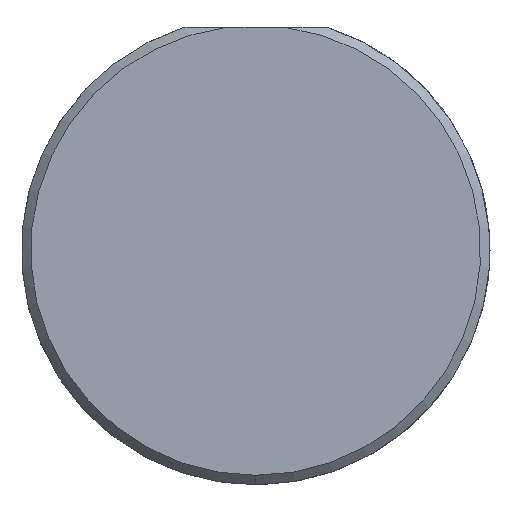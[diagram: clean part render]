
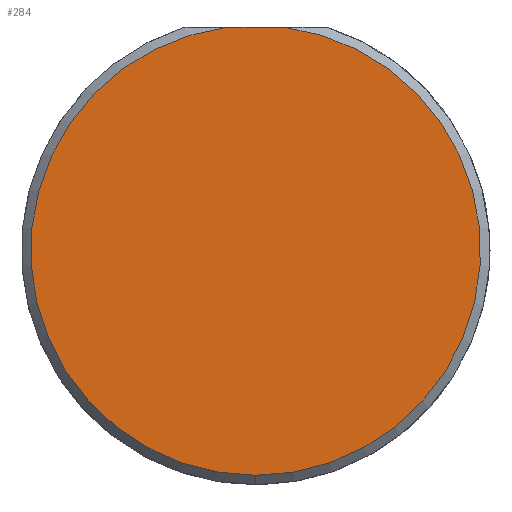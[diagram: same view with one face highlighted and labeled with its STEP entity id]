
A CAD part, left-side view. The second image highlights one B-rep face of the part: STEP entity #284.
In plain terms, the highlighted planar face has unit normal (-1, 0, 0).
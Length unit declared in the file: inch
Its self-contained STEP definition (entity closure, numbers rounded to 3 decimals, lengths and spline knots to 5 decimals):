
#1 = DIRECTION ( 'NONE',  ( 0., 0., -1. ) ) ;
#60 = VERTEX_POINT ( 'NONE', #265 ) ;
#80 = EDGE_LOOP ( 'NONE', ( #762, #342, #111 ) ) ;
#96 = AXIS2_PLACEMENT_3D ( 'NONE', #469, #729, #611 ) ;
#111 = ORIENTED_EDGE ( 'NONE', *, *, #616, .T. ) ;
#137 = CARTESIAN_POINT ( 'NONE',  ( 0., 0.03091, 0.23785 ) ) ;
#150 = CARTESIAN_POINT ( 'NONE',  ( 0., 0.24985, 0.23785 ) ) ;
#181 = AXIS2_PLACEMENT_3D ( 'NONE', #444, #573, #1 ) ;
#183 = AXIS2_PLACEMENT_3D ( 'NONE', #670, #615, #533 ) ;
#265 = CARTESIAN_POINT ( 'NONE',  ( 0., 0., -0.23985 ) ) ;
#284 = ADVANCED_FACE ( 'NONE', ( #375 ), #490, .F. ) ;
#286 = DIRECTION ( 'NONE',  ( 0., 1., 0. ) ) ;
#342 = ORIENTED_EDGE ( 'NONE', *, *, #520, .T. ) ;
#367 = VERTEX_POINT ( 'NONE', #137 ) ;
#375 = FACE_OUTER_BOUND ( 'NONE', #80, .T. ) ;
#398 = VERTEX_POINT ( 'NONE', #641 ) ;
#444 = CARTESIAN_POINT ( 'NONE',  ( 0., 0., 0. ) ) ;
#458 = CIRCLE ( 'NONE', #183, 0.23985 ) ;
#469 = CARTESIAN_POINT ( 'NONE',  ( 0., 0., 0. ) ) ;
#490 = PLANE ( 'NONE',  #181 ) ;
#520 = EDGE_CURVE ( 'NONE', #367, #60, #458, .T. ) ;
#533 = DIRECTION ( 'NONE',  ( 0., 0., -1. ) ) ;
#570 = EDGE_CURVE ( 'NONE', #398, #367, #743, .T. ) ;
#573 = DIRECTION ( 'NONE',  ( 1., 0., 0. ) ) ;
#592 = CIRCLE ( 'NONE', #96, 0.23985 ) ;
#611 = DIRECTION ( 'NONE',  ( 0., 0., -1. ) ) ;
#615 = DIRECTION ( 'NONE',  ( -1., 0., 0. ) ) ;
#616 = EDGE_CURVE ( 'NONE', #60, #398, #592, .T. ) ;
#641 = CARTESIAN_POINT ( 'NONE',  ( 0., -0.03091, 0.23785 ) ) ;
#661 = VECTOR ( 'NONE', #286, 39.37008 ) ;
#670 = CARTESIAN_POINT ( 'NONE',  ( 0., 0., 0. ) ) ;
#729 = DIRECTION ( 'NONE',  ( -1., 0., 0. ) ) ;
#743 = LINE ( 'NONE', #150, #661 ) ;
#762 = ORIENTED_EDGE ( 'NONE', *, *, #570, .T. ) ;
